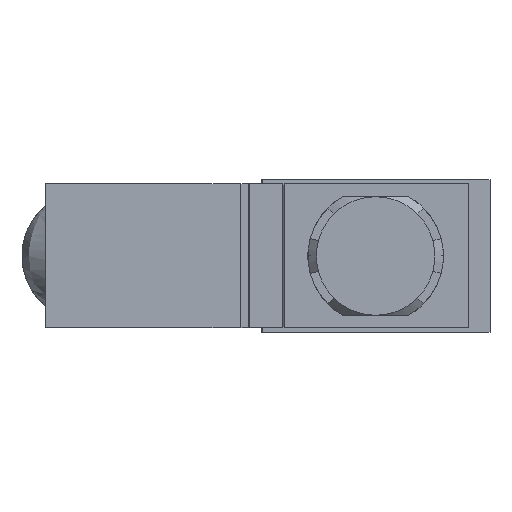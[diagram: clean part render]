
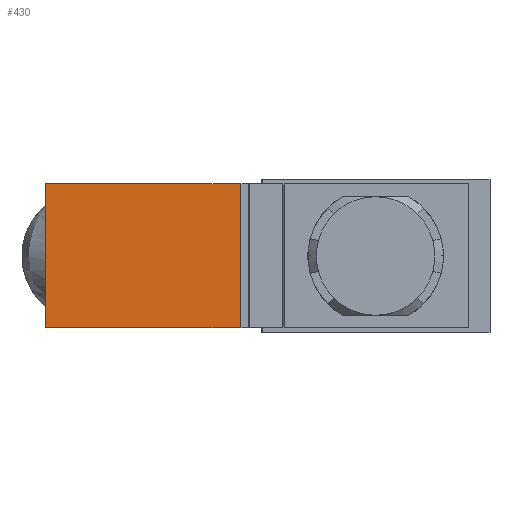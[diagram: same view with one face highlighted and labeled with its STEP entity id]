
A CAD part, left-side view. The second image highlights one B-rep face of the part: STEP entity #430.
In plain terms, the highlighted planar face has unit normal (-1, 0, 0).
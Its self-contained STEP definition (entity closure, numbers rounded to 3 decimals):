
#46 = LINE ( 'NONE', #432, #6237 ) ;
#111 = FACE_OUTER_BOUND ( 'NONE', #971, .T. ) ;
#430 = ADVANCED_FACE ( 'NONE', ( #111 ), #4067, .F. ) ;
#432 = CARTESIAN_POINT ( 'NONE',  ( -74., 29.5, 0. ) ) ;
#477 = VECTOR ( 'NONE', #4545, 1000. ) ;
#502 = DIRECTION ( 'NONE',  ( 1., 0., 0. ) ) ;
#851 = VERTEX_POINT ( 'NONE', #7728 ) ;
#963 = CARTESIAN_POINT ( 'NONE',  ( -74., 52.5, 8.5 ) ) ;
#971 = EDGE_LOOP ( 'NONE', ( #3700, #4037, #7172, #4605 ) ) ;
#1078 = DIRECTION ( 'NONE',  ( 0., -1., 0. ) ) ;
#1184 = DIRECTION ( 'NONE',  ( 0., 0., -1. ) ) ;
#1589 = EDGE_CURVE ( 'NONE', #7292, #851, #46, .T. ) ;
#1656 = CARTESIAN_POINT ( 'NONE',  ( -74., 52.5, 8.5 ) ) ;
#2398 = VERTEX_POINT ( 'NONE', #4162 ) ;
#2512 = DIRECTION ( 'NONE',  ( 0., 0., 1. ) ) ;
#2634 = VECTOR ( 'NONE', #1078, 1000. ) ;
#2961 = AXIS2_PLACEMENT_3D ( 'NONE', #963, #502, #7695 ) ;
#3652 = VERTEX_POINT ( 'NONE', #6742 ) ;
#3700 = ORIENTED_EDGE ( 'NONE', *, *, #6123, .F. ) ;
#4037 = ORIENTED_EDGE ( 'NONE', *, *, #4893, .F. ) ;
#4067 = PLANE ( 'NONE',  #2961 ) ;
#4124 = VECTOR ( 'NONE', #2512, 1000. ) ;
#4162 = CARTESIAN_POINT ( 'NONE',  ( -74., 52.5, -8.5 ) ) ;
#4492 = CARTESIAN_POINT ( 'NONE',  ( -74., 52.5, -8.5 ) ) ;
#4545 = DIRECTION ( 'NONE',  ( 0., -1., 0. ) ) ;
#4605 = ORIENTED_EDGE ( 'NONE', *, *, #1589, .F. ) ;
#4893 = EDGE_CURVE ( 'NONE', #2398, #3652, #5547, .T. ) ;
#5162 = EDGE_CURVE ( 'NONE', #2398, #851, #5231, .T. ) ;
#5231 = LINE ( 'NONE', #4492, #477 ) ;
#5392 = CARTESIAN_POINT ( 'NONE',  ( -74., 29.5, 8.5 ) ) ;
#5478 = CARTESIAN_POINT ( 'NONE',  ( -74., 52.5, 8.5 ) ) ;
#5547 = LINE ( 'NONE', #5478, #4124 ) ;
#6123 = EDGE_CURVE ( 'NONE', #3652, #7292, #7421, .T. ) ;
#6237 = VECTOR ( 'NONE', #1184, 1000. ) ;
#6742 = CARTESIAN_POINT ( 'NONE',  ( -74., 52.5, 8.5 ) ) ;
#7172 = ORIENTED_EDGE ( 'NONE', *, *, #5162, .T. ) ;
#7292 = VERTEX_POINT ( 'NONE', #5392 ) ;
#7421 = LINE ( 'NONE', #1656, #2634 ) ;
#7695 = DIRECTION ( 'NONE',  ( 0., 0., -1. ) ) ;
#7728 = CARTESIAN_POINT ( 'NONE',  ( -74., 29.5, -8.5 ) ) ;
